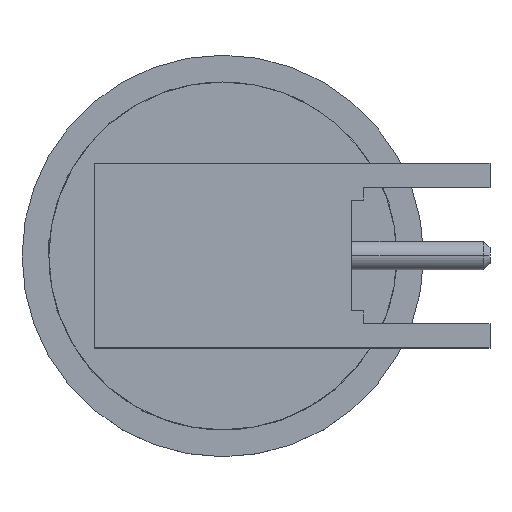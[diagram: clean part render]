
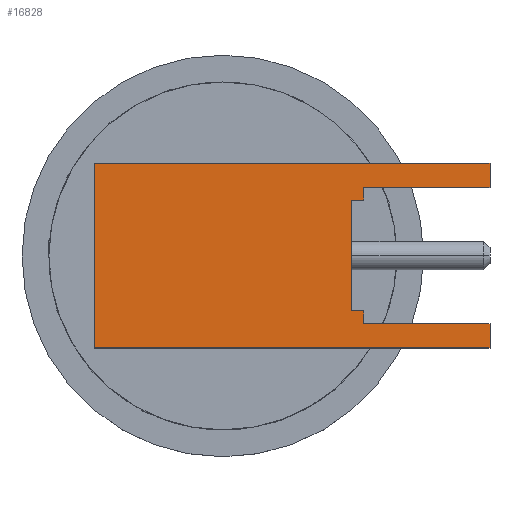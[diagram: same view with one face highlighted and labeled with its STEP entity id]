
A CAD part, top view. The second image highlights one B-rep face of the part: STEP entity #16828.
In plain terms, the highlighted planar face has unit normal (0, 0, 1).
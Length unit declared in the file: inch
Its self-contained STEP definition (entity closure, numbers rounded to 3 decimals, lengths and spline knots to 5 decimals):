
#9=DIRECTION('',(0.,-1.,0.));
#10=VECTOR('',#9,0.22992);
#11=CARTESIAN_POINT('',(0.,0.11496,0.11496));
#12=LINE('',#11,#10);
#6582=DIRECTION('',(1.,0.,0.));
#6583=VECTOR('',#6582,0.01496);
#6584=CARTESIAN_POINT('',(0.32087,-0.0689,
0.11496));
#6585=LINE('',#6584,#6583);
#6586=DIRECTION('',(1.,0.,0.));
#6587=VECTOR('',#6586,0.15709);
#6588=CARTESIAN_POINT('',(0.33583,-0.08504,
0.11496));
#6589=LINE('',#6588,#6587);
#6590=DIRECTION('',(-1.,0.,0.));
#6591=VECTOR('',#6590,0.49291);
#6592=CARTESIAN_POINT('',(0.49291,-0.11496,
0.11496));
#6593=LINE('',#6592,#6591);
#6606=DIRECTION('',(-1.,0.,0.));
#6607=VECTOR('',#6606,0.49291);
#6608=CARTESIAN_POINT('',(0.49291,0.11496,
0.11496));
#6609=LINE('',#6608,#6607);
#6642=DIRECTION('',(0.,-1.,0.));
#6643=VECTOR('',#6642,0.1378);
#6644=CARTESIAN_POINT('',(0.32087,0.0689,
0.11496));
#6645=LINE('',#6644,#6643);
#6756=DIRECTION('',(0.,-1.,0.));
#6757=VECTOR('',#6756,0.01614);
#6758=CARTESIAN_POINT('',(0.33583,-0.0689,
0.11496));
#6759=LINE('',#6758,#6757);
#6780=DIRECTION('',(0.,-1.,0.));
#6781=VECTOR('',#6780,0.02992);
#6782=CARTESIAN_POINT('',(0.49291,-0.08504,
0.11496));
#6783=LINE('',#6782,#6781);
#6800=DIRECTION('',(1.,0.,0.));
#6801=VECTOR('',#6800,0.01496);
#6802=CARTESIAN_POINT('',(0.32087,0.0689,
0.11496));
#6803=LINE('',#6802,#6801);
#6824=DIRECTION('',(0.,-1.,0.));
#6825=VECTOR('',#6824,0.01614);
#6826=CARTESIAN_POINT('',(0.33583,0.08504,
0.11496));
#6827=LINE('',#6826,#6825);
#6828=DIRECTION('',(1.,0.,0.));
#6829=VECTOR('',#6828,0.15709);
#6830=CARTESIAN_POINT('',(0.33583,0.08504,
0.11496));
#6831=LINE('',#6830,#6829);
#6832=DIRECTION('',(0.,-1.,0.));
#6833=VECTOR('',#6832,0.02992);
#6834=CARTESIAN_POINT('',(0.49291,0.11496,
0.11496));
#6835=LINE('',#6834,#6833);
#6960=CARTESIAN_POINT('',(0.,0.11496,0.11496));
#6961=CARTESIAN_POINT('',(0.,-0.11496,0.11496));
#6962=VERTEX_POINT('',#6960);
#6963=VERTEX_POINT('',#6961);
#6968=CARTESIAN_POINT('',(0.33583,-0.0689,
0.11496));
#6969=VERTEX_POINT('',#6968);
#6970=CARTESIAN_POINT('',(0.33583,0.0689,
0.11496));
#6972=VERTEX_POINT('',#6970);
#6980=CARTESIAN_POINT('',(0.32087,-0.0689,
0.11496));
#6981=VERTEX_POINT('',#6980);
#6982=CARTESIAN_POINT('',(0.32087,0.0689,
0.11496));
#6984=VERTEX_POINT('',#6982);
#6990=CARTESIAN_POINT('',(0.49291,-0.11496,
0.11496));
#6992=VERTEX_POINT('',#6990);
#6996=CARTESIAN_POINT('',(0.49291,-0.08504,
0.11496));
#6997=VERTEX_POINT('',#6996);
#6998=CARTESIAN_POINT('',(0.49291,0.11496,
0.11496));
#6999=CARTESIAN_POINT('',(0.49291,0.08504,
0.11496));
#7000=VERTEX_POINT('',#6998);
#7001=VERTEX_POINT('',#6999);
#7010=CARTESIAN_POINT('',(0.33583,-0.08504,
0.11496));
#7011=VERTEX_POINT('',#7010);
#7012=CARTESIAN_POINT('',(0.33583,0.08504,
0.11496));
#7014=VERTEX_POINT('',#7012);
#16799=CARTESIAN_POINT('',(0.,0.11496,0.11496));
#16800=DIRECTION('',(0.,0.,1.));
#16801=DIRECTION('',(0.,-1.,0.));
#16802=AXIS2_PLACEMENT_3D('',#16799,#16800,#16801);
#16803=PLANE('',#16802);
#16805=ORIENTED_EDGE('',*,*,#16804,.F.);
#16807=ORIENTED_EDGE('',*,*,#16806,.T.);
#16809=ORIENTED_EDGE('',*,*,#16808,.F.);
#16811=ORIENTED_EDGE('',*,*,#16810,.T.);
#16813=ORIENTED_EDGE('',*,*,#16812,.F.);
#16815=ORIENTED_EDGE('',*,*,#16814,.T.);
#16817=ORIENTED_EDGE('',*,*,#16816,.T.);
#16819=ORIENTED_EDGE('',*,*,#16818,.T.);
#16821=ORIENTED_EDGE('',*,*,#16820,.T.);
#16823=ORIENTED_EDGE('',*,*,#16822,.T.);
#16824=ORIENTED_EDGE('',*,*,#16772,.T.);
#16825=ORIENTED_EDGE('',*,*,#8057,.F.);
#16826=EDGE_LOOP('',(#16805,#16807,#16809,#16811,#16813,#16815,#16817,#16819,
#16821,#16823,#16824,#16825));
#16827=FACE_OUTER_BOUND('',#16826,.F.);
#16828=ADVANCED_FACE('',(#16827),#16803,.T.);
#8057=EDGE_CURVE('',#6962,#6963,#12,.T.);
#16772=EDGE_CURVE('',#6992,#6963,#6593,.T.);
#16804=EDGE_CURVE('',#7000,#6962,#6609,.T.);
#16806=EDGE_CURVE('',#7000,#7001,#6835,.T.);
#16808=EDGE_CURVE('',#7014,#7001,#6831,.T.);
#16810=EDGE_CURVE('',#7014,#6972,#6827,.T.);
#16812=EDGE_CURVE('',#6984,#6972,#6803,.T.);
#16814=EDGE_CURVE('',#6984,#6981,#6645,.T.);
#16816=EDGE_CURVE('',#6981,#6969,#6585,.T.);
#16818=EDGE_CURVE('',#6969,#7011,#6759,.T.);
#16820=EDGE_CURVE('',#7011,#6997,#6589,.T.);
#16822=EDGE_CURVE('',#6997,#6992,#6783,.T.);
